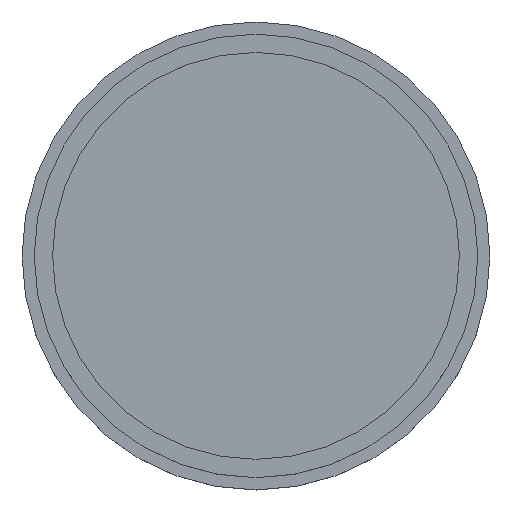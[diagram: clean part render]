
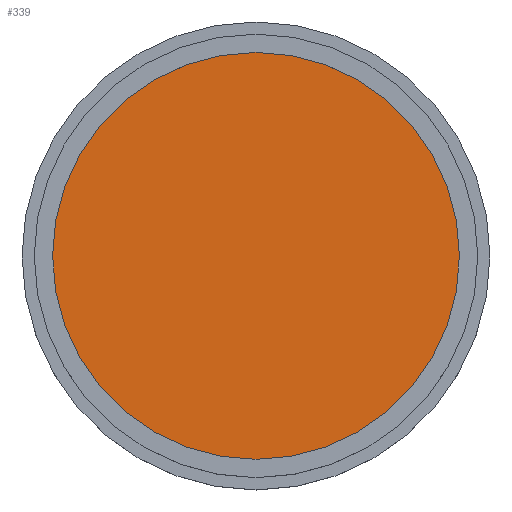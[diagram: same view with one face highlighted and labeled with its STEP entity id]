
A CAD part, top view. The second image highlights one B-rep face of the part: STEP entity #339.
In plain terms, the highlighted planar face has unit normal (0, 0, 1).
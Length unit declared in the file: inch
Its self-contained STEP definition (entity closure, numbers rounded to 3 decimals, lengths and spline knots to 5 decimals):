
#23 = CARTESIAN_POINT ( 'NONE',  ( -0.59055, 0., 0.28346 ) ) ;
#24 = VERTEX_POINT ( 'NONE', #105 ) ;
#32 = DIRECTION ( 'NONE',  ( 0., 0., 1. ) ) ;
#57 = AXIS2_PLACEMENT_3D ( 'NONE', #68, #285, #282 ) ;
#64 = EDGE_LOOP ( 'NONE', ( #340, #257 ) ) ;
#68 = CARTESIAN_POINT ( 'NONE',  ( 0., 0., 0.28346 ) ) ;
#81 = VERTEX_POINT ( 'NONE', #23 ) ;
#105 = CARTESIAN_POINT ( 'NONE',  ( 0.59055, 0., 0.28346 ) ) ;
#114 = CARTESIAN_POINT ( 'NONE',  ( 0., 0., 0.28346 ) ) ;
#138 = EDGE_CURVE ( 'NONE', #24, #81, #203, .T. ) ;
#144 = DIRECTION ( 'NONE',  ( -1., 0., 0. ) ) ;
#150 = CIRCLE ( 'NONE', #362, 0.59055 ) ;
#180 = DIRECTION ( 'NONE',  ( 0., 0., 1. ) ) ;
#191 = PLANE ( 'NONE',  #57 ) ;
#203 = CIRCLE ( 'NONE', #367, 0.59055 ) ;
#224 = DIRECTION ( 'NONE',  ( -1., 0., 0. ) ) ;
#257 = ORIENTED_EDGE ( 'NONE', *, *, #138, .T. ) ;
#282 = DIRECTION ( 'NONE',  ( -1., 0., 0. ) ) ;
#285 = DIRECTION ( 'NONE',  ( 0., 0., -1. ) ) ;
#309 = FACE_OUTER_BOUND ( 'NONE', #64, .T. ) ;
#339 = ADVANCED_FACE ( 'NONE', ( #309 ), #191, .F. ) ;
#340 = ORIENTED_EDGE ( 'NONE', *, *, #375, .T. ) ;
#358 = CARTESIAN_POINT ( 'NONE',  ( 0., 0., 0.28346 ) ) ;
#362 = AXIS2_PLACEMENT_3D ( 'NONE', #358, #32, #224 ) ;
#367 = AXIS2_PLACEMENT_3D ( 'NONE', #114, #180, #144 ) ;
#375 = EDGE_CURVE ( 'NONE', #81, #24, #150, .T. ) ;
